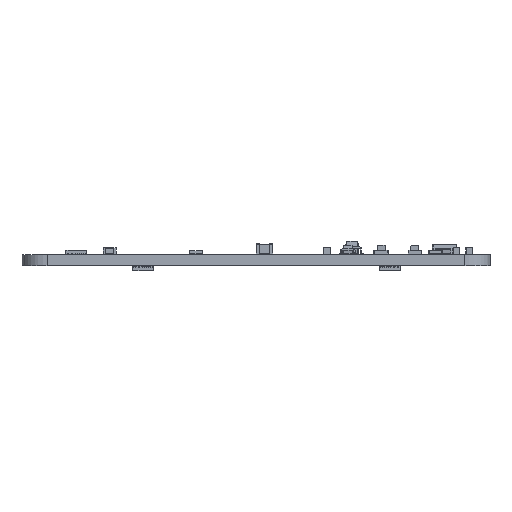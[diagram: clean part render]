
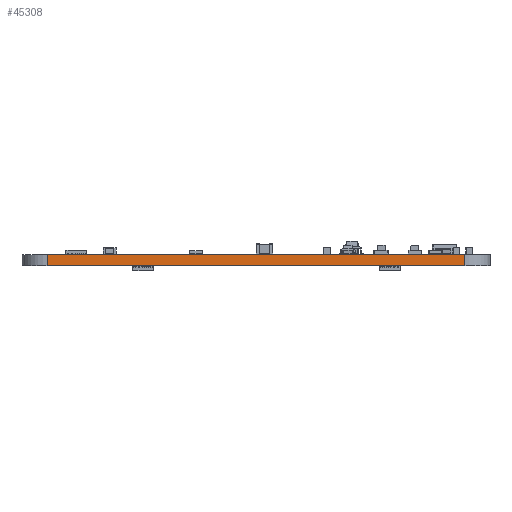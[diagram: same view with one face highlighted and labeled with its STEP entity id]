
A CAD part, left-side view. The second image highlights one B-rep face of the part: STEP entity #45308.
In plain terms, the highlighted planar face has unit normal (-1, 0, 0).
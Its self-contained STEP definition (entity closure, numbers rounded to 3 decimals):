
#35108 = PLANE('',#35109);
#35109 = AXIS2_PLACEMENT_3D('',#35110,#35111,#35112);
#35110 = CARTESIAN_POINT('',(0.,0.,
    1.325));
#35111 = DIRECTION('',(-0.,-0.,-1.));
#35112 = DIRECTION('',(-1.,0.,0.));
#35136 = CYLINDRICAL_SURFACE('',#35137,3.);
#35137 = AXIS2_PLACEMENT_3D('',#35138,#35139,#35140);
#35138 = CARTESIAN_POINT('',(-39.5,-25.,0.));
#35139 = DIRECTION('',(-0.,-0.,-1.));
#35140 = DIRECTION('',(1.,0.,-0.));
#35162 = PLANE('',#35163);
#35163 = AXIS2_PLACEMENT_3D('',#35164,#35165,#35166);
#35164 = CARTESIAN_POINT('',(0.,0.,0.)
  );
#35165 = DIRECTION('',(-0.,-0.,-1.));
#35166 = DIRECTION('',(-1.,0.,0.));
#35263 = EDGE_CURVE('',#35264,#35266,#35268,.T.);
#35264 = VERTEX_POINT('',#35265);
#35265 = CARTESIAN_POINT('',(-42.5,-25.,0.));
#35266 = VERTEX_POINT('',#35267);
#35267 = CARTESIAN_POINT('',(-42.5,-25.,1.325));
#35268 = SURFACE_CURVE('',#35269,(#35273,#35280),.PCURVE_S1.);
#35269 = LINE('',#35270,#35271);
#35270 = CARTESIAN_POINT('',(-42.5,-25.,0.));
#35271 = VECTOR('',#35272,1.);
#35272 = DIRECTION('',(0.,0.,1.));
#35273 = PCURVE('',#35136,#35274);
#35274 = DEFINITIONAL_REPRESENTATION('',(#35275),#35279);
#35275 = LINE('',#35276,#35277);
#35276 = CARTESIAN_POINT('',(-3.142,0.));
#35277 = VECTOR('',#35278,1.);
#35278 = DIRECTION('',(-0.,-1.));
#35279 = ( GEOMETRIC_REPRESENTATION_CONTEXT(2) 
PARAMETRIC_REPRESENTATION_CONTEXT() REPRESENTATION_CONTEXT('2D SPACE',''
  ) );
#35280 = PCURVE('',#35281,#35286);
#35281 = PLANE('',#35282);
#35282 = AXIS2_PLACEMENT_3D('',#35283,#35284,#35285);
#35283 = CARTESIAN_POINT('',(-42.5,-25.,0.));
#35284 = DIRECTION('',(-1.,0.,0.));
#35285 = DIRECTION('',(0.,1.,0.));
#35286 = DEFINITIONAL_REPRESENTATION('',(#35287),#35291);
#35287 = LINE('',#35288,#35289);
#35288 = CARTESIAN_POINT('',(0.,0.));
#35289 = VECTOR('',#35290,1.);
#35290 = DIRECTION('',(0.,-1.));
#35291 = ( GEOMETRIC_REPRESENTATION_CONTEXT(2) 
PARAMETRIC_REPRESENTATION_CONTEXT() REPRESENTATION_CONTEXT('2D SPACE',''
  ) );
#35351 = EDGE_CURVE('',#35264,#35352,#35354,.T.);
#35352 = VERTEX_POINT('',#35353);
#35353 = CARTESIAN_POINT('',(-42.5,25.,0.));
#35354 = SURFACE_CURVE('',#35355,(#35359,#35366),.PCURVE_S1.);
#35355 = LINE('',#35356,#35357);
#35356 = CARTESIAN_POINT('',(-42.5,-25.,0.));
#35357 = VECTOR('',#35358,1.);
#35358 = DIRECTION('',(0.,1.,0.));
#35359 = PCURVE('',#35162,#35360);
#35360 = DEFINITIONAL_REPRESENTATION('',(#35361),#35365);
#35361 = LINE('',#35362,#35363);
#35362 = CARTESIAN_POINT('',(42.5,-25.));
#35363 = VECTOR('',#35364,1.);
#35364 = DIRECTION('',(0.,1.));
#35365 = ( GEOMETRIC_REPRESENTATION_CONTEXT(2) 
PARAMETRIC_REPRESENTATION_CONTEXT() REPRESENTATION_CONTEXT('2D SPACE',''
  ) );
#35366 = PCURVE('',#35281,#35367);
#35367 = DEFINITIONAL_REPRESENTATION('',(#35368),#35372);
#35368 = LINE('',#35369,#35370);
#35369 = CARTESIAN_POINT('',(0.,0.));
#35370 = VECTOR('',#35371,1.);
#35371 = DIRECTION('',(1.,0.));
#35372 = ( GEOMETRIC_REPRESENTATION_CONTEXT(2) 
PARAMETRIC_REPRESENTATION_CONTEXT() REPRESENTATION_CONTEXT('2D SPACE',''
  ) );
#35395 = CYLINDRICAL_SURFACE('',#35396,3.);
#35396 = AXIS2_PLACEMENT_3D('',#35397,#35398,#35399);
#35397 = CARTESIAN_POINT('',(-39.5,25.,0.));
#35398 = DIRECTION('',(-0.,-0.,-1.));
#35399 = DIRECTION('',(1.,0.,-0.));
#40734 = EDGE_CURVE('',#35266,#40735,#40737,.T.);
#40735 = VERTEX_POINT('',#40736);
#40736 = CARTESIAN_POINT('',(-42.5,25.,1.325));
#40737 = SURFACE_CURVE('',#40738,(#40742,#40749),.PCURVE_S1.);
#40738 = LINE('',#40739,#40740);
#40739 = CARTESIAN_POINT('',(-42.5,-25.,1.325));
#40740 = VECTOR('',#40741,1.);
#40741 = DIRECTION('',(0.,1.,0.));
#40742 = PCURVE('',#35108,#40743);
#40743 = DEFINITIONAL_REPRESENTATION('',(#40744),#40748);
#40744 = LINE('',#40745,#40746);
#40745 = CARTESIAN_POINT('',(42.5,-25.));
#40746 = VECTOR('',#40747,1.);
#40747 = DIRECTION('',(0.,1.));
#40748 = ( GEOMETRIC_REPRESENTATION_CONTEXT(2) 
PARAMETRIC_REPRESENTATION_CONTEXT() REPRESENTATION_CONTEXT('2D SPACE',''
  ) );
#40749 = PCURVE('',#35281,#40750);
#40750 = DEFINITIONAL_REPRESENTATION('',(#40751),#40755);
#40751 = LINE('',#40752,#40753);
#40752 = CARTESIAN_POINT('',(0.,-1.325));
#40753 = VECTOR('',#40754,1.);
#40754 = DIRECTION('',(1.,0.));
#40755 = ( GEOMETRIC_REPRESENTATION_CONTEXT(2) 
PARAMETRIC_REPRESENTATION_CONTEXT() REPRESENTATION_CONTEXT('2D SPACE',''
  ) );
#45308 = ADVANCED_FACE('',(#45309),#35281,.T.);
#45309 = FACE_BOUND('',#45310,.T.);
#45310 = EDGE_LOOP('',(#45311,#45312,#45313,#45334));
#45311 = ORIENTED_EDGE('',*,*,#35263,.T.);
#45312 = ORIENTED_EDGE('',*,*,#40734,.T.);
#45313 = ORIENTED_EDGE('',*,*,#45314,.F.);
#45314 = EDGE_CURVE('',#35352,#40735,#45315,.T.);
#45315 = SURFACE_CURVE('',#45316,(#45320,#45327),.PCURVE_S1.);
#45316 = LINE('',#45317,#45318);
#45317 = CARTESIAN_POINT('',(-42.5,25.,0.));
#45318 = VECTOR('',#45319,1.);
#45319 = DIRECTION('',(0.,0.,1.));
#45320 = PCURVE('',#35281,#45321);
#45321 = DEFINITIONAL_REPRESENTATION('',(#45322),#45326);
#45322 = LINE('',#45323,#45324);
#45323 = CARTESIAN_POINT('',(50.,0.));
#45324 = VECTOR('',#45325,1.);
#45325 = DIRECTION('',(0.,-1.));
#45326 = ( GEOMETRIC_REPRESENTATION_CONTEXT(2) 
PARAMETRIC_REPRESENTATION_CONTEXT() REPRESENTATION_CONTEXT('2D SPACE',''
  ) );
#45327 = PCURVE('',#35395,#45328);
#45328 = DEFINITIONAL_REPRESENTATION('',(#45329),#45333);
#45329 = LINE('',#45330,#45331);
#45330 = CARTESIAN_POINT('',(-3.142,0.));
#45331 = VECTOR('',#45332,1.);
#45332 = DIRECTION('',(-0.,-1.));
#45333 = ( GEOMETRIC_REPRESENTATION_CONTEXT(2) 
PARAMETRIC_REPRESENTATION_CONTEXT() REPRESENTATION_CONTEXT('2D SPACE',''
  ) );
#45334 = ORIENTED_EDGE('',*,*,#35351,.F.);
